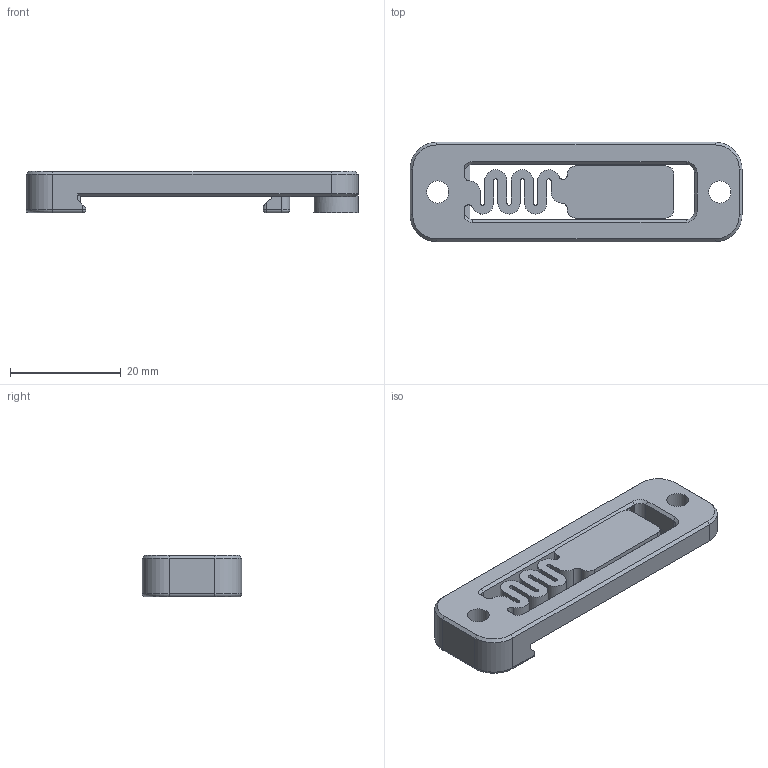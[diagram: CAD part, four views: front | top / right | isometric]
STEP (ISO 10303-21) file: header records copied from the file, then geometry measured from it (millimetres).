
FILE_DESCRIPTION(/* description */ (''),/* implementation_level */ '2;1');
FILE_NAME(/* name */ 'Din Rail Small M3 Insert.step',/* time_stamp */ '2022-05-18T13:15:52+02:00',/* author */ (''),/* organization */ (''),/* preprocessor_version */ 'ST-DEVELOPER v18.1',/* originating_system */ 'Autodesk Translation Framework v10.14.0.1471',/* authorisation */ '');
FILE_SCHEMA (('AUTOMOTIVE_DESIGN { 1 0 10303 214 3 1 1 }'));
Length unit declared in the file: millimetre
Products named in the file (1): Din Rail Small
Bounding box: 60 x 18 x 7.5 mm (x, y, z)
Volume: 4593.6 mm3; surface area: 3971.5 mm2
Topology: 1 solids, 1 shells, 143 faces, 373 edges, 233 vertices
Faces by surface type: plane 75, cylinder 46, cone 14, sphere 4, torus 4
Full cylindrical faces by diameter (mm): 4 x2, 8 x1
Entity records: 4511 total; most frequent: CARTESIAN_POINT 878, DIRECTION 773, ORIENTED_EDGE 746, EDGE_CURVE 373, AXIS2_PLACEMENT_3D 264, LINE 245, VECTOR 245, VERTEX_POINT 233
